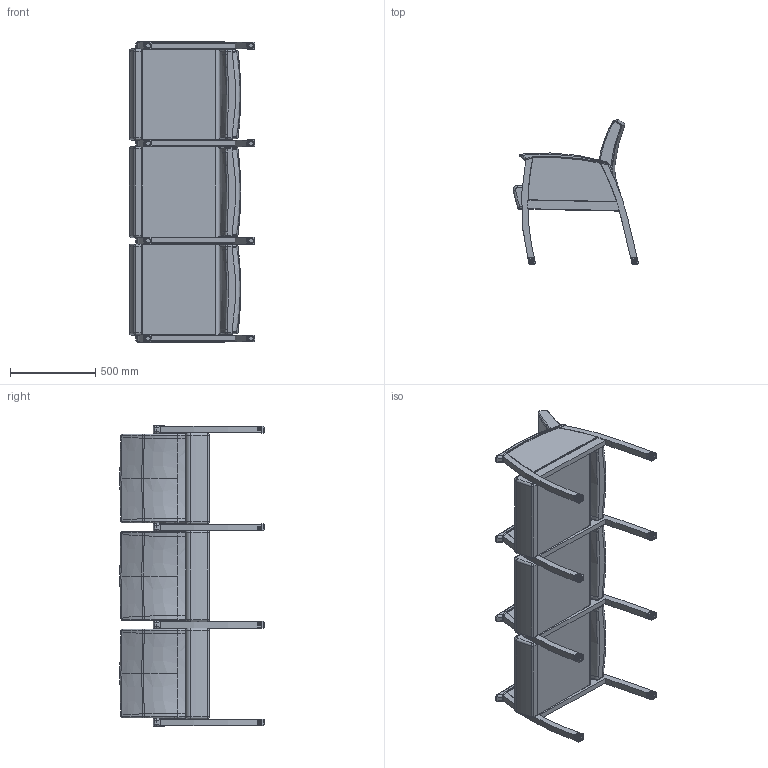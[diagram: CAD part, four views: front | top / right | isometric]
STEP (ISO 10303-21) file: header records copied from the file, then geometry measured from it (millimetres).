
FILE_DESCRIPTION(/* description */ (''),/* implementation_level */ '2;1');
FILE_NAME(/* name */ 'KOT30IPU.stp',/* time_stamp */ '2016-11-10T07:53:24-05:00',/* author */ ('emerkel'),/* organization */ (''),/* preprocessor_version */ 'ST-DEVELOPER v16.5',/* originating_system */ 'Autodesk Inventor 2017',/* authorisation */ '');
FILE_SCHEMA (('AUTOMOTIVE_DESIGN { 1 0 10303 214 3 1 1 }'));
Length unit declared in the file: inch
Products named in the file (10): KOT30IPU & W; KOT ARMR-1 BRZ GENERIC; KOT10 USEAT; KOT10 BACK NEW; KOT ARML-1 BRZ GENERIC; KOT10-1 MAC BLK; UPANEL KOT10; LEG CAP KOL-1; LEG CAP KOL-1_1; GLD BLK 5-16
Assembly tree (28 placements, depth 3):
  KOT30IPU & W
    KOT ARML-1 BRZ GENERIC  x3
    KOT ARMR-1 BRZ GENERIC
    KOT10 USEAT  x3
    KOT10 BACK NEW  x3
    KOT10-1 MAC BLK  x4
    UPANEL KOT10  x4
    LEG CAP KOL-1  x8
      LEG CAP KOL-1_1
      GLD BLK 5-16
Bounding box: 733.49 x 844.78 x 1762.12 mm (x, y, z)
Volume: 186687817.2 mm3; surface area: 7184219.2 mm2
Topology: 42 solids, 58 shells, 5694 faces, 12056 edges, 6502 vertices
Faces by surface type: cylinder 1856, bspline 1525, torus 1098, plane 1057, sphere 150, cone 8
Full cylindrical faces by diameter (mm): 6.528 x16, 7.925 x16, 9.906 x8, 11.989 x8, 31.75 x8
Entity records: 37551 total; most frequent: CARTESIAN_POINT 20019, ORIENTED_EDGE 3696, DIRECTION 3320, EDGE_CURVE 1850, AXIS2_PLACEMENT_3D 1350, VERTEX_POINT 1028, EDGE_LOOP 878, FACE_OUTER_BOUND 856
